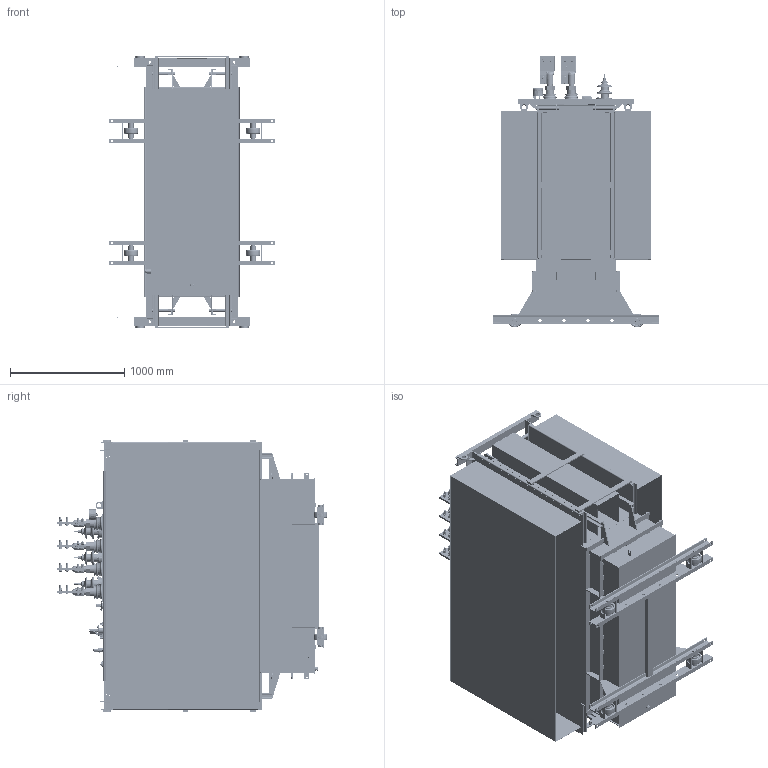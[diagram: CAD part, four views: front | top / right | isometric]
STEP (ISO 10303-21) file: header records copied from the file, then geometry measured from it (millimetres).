
FILE_DESCRIPTION(/* description */ (''),/* implementation_level */ '2;1');
FILE_NAME(/* name */ 'ТМГ11-2500.stp',/* time_stamp */ '2019-11-19T15:33:44+03:00',/* author */ ('56691'),/* organization */ (''),/* preprocessor_version */ 'ST-DEVELOPER v15.2',/* originating_system */ 'Autodesk Inventor 2014',/* authorisation */ '');
FILE_SCHEMA (('AUTOMOTIVE_DESIGN { 1 0 10303 214 3 1 1 }'));
Products named in the file (1): ВИЕЛ.672333
Bounding box: 1450 x 2370 x 2380.2 mm (x, y, z)
Volume: 123106365.8 mm3; surface area: 56648765.3 mm2
Topology: 43 solids, 105 shells, 13628 faces, 35839 edges, 22903 vertices
Faces by surface type: plane 7192, cylinder 3616, bspline 1578, cone 733, torus 428, sphere 81
Full cylindrical faces by diameter (mm): 1.6 x3, 1.827 x2, 2 x2, 2.5 x6, 2.6 x1, 3 x19, 3.1 x2, 3.15 x3, 3.2 x2, 3.5 x1, 3.96 x3, 4 x31, 4.134 x1, 4.3 x2, 4.42 x3, 4.917 x2, 5 x5, 5.3 x4, 5.94 x5, 6 x18, 6.2 x5, 6.4 x3, 6.5 x1, 7 x6, 7.1 x2, 7.159 x1, 7.5 x17, 7.92 x3, 8 x7, 8.4 x3
Entity records: 490436 total; most frequent: CARTESIAN_POINT 160682, ORIENTED_EDGE 65916, DIRECTION 62092, EDGE_CURVE 32936, AXIS2_PLACEMENT_3D 22431, VERTEX_POINT 22425, EDGE_LOOP 17562, LINE 17230
